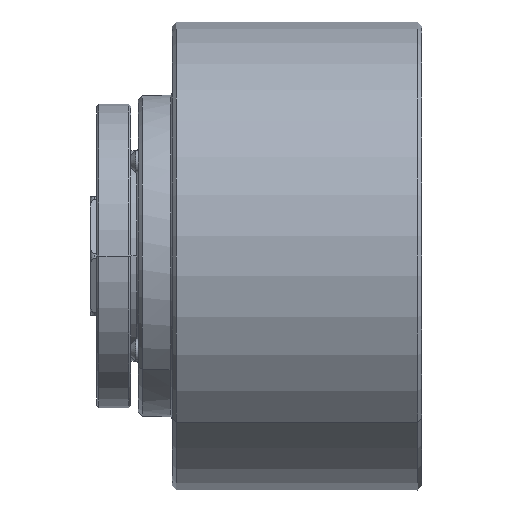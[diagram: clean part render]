
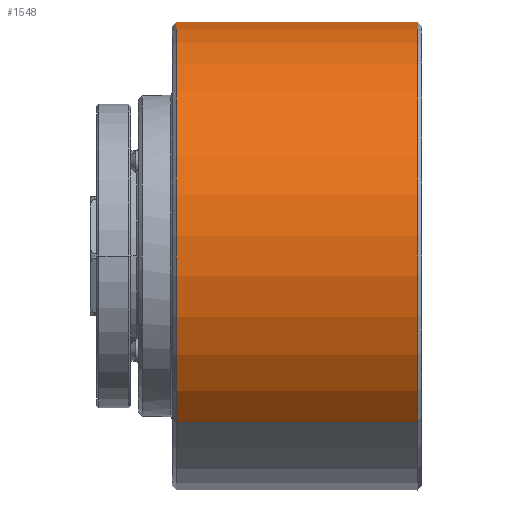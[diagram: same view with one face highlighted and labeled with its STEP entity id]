
A CAD part, front view. The second image highlights one B-rep face of the part: STEP entity #1548.
In plain terms, the highlighted cylindrical face has radius 44.056 mm (diameter 88.113 mm), a partial arc.
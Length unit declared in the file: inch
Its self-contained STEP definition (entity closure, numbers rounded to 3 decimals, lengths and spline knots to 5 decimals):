
#1548=ADVANCED_FACE('',(#4540),#4541,.T.);
#4540=FACE_OUTER_BOUND('',#10473,.T.);
#4541=CYLINDRICAL_SURFACE('',#10474,1.7345);
#10473=EDGE_LOOP('',(#18596,#18597,#18598,#18599));
#10474=AXIS2_PLACEMENT_3D('',#18600,#18601,#18602);
#18596=ORIENTED_EDGE('',*,*,#40785,.T.);
#18597=ORIENTED_EDGE('',*,*,#40793,.F.);
#18598=ORIENTED_EDGE('',*,*,#40786,.T.);
#18599=ORIENTED_EDGE('',*,*,#40991,.F.);
#18600=CARTESIAN_POINT('',(0.70047,0.,0.));
#18601=DIRECTION('',(-1.0,0.,0.));
#18602=DIRECTION('',(0.,0.707,0.707));
#40785=EDGE_CURVE('',#48206,#48228,#48229,.T.);
#40786=EDGE_CURVE('',#48230,#48203,#48231,.T.);
#40793=EDGE_CURVE('',#48230,#48228,#48241,.T.);
#40991=EDGE_CURVE('',#48206,#48203,#48534,.T.);
#48203=VERTEX_POINT('',#60249);
#48206=VERTEX_POINT('',#60253);
#48228=VERTEX_POINT('',#60282);
#48229=LINE('',#60283,#60284);
#48230=VERTEX_POINT('',#60285);
#48231=LINE('',#60286,#60287);
#48241=CIRCLE('',#60300,1.7345);
#48534=CIRCLE('',#60690,1.7345);
#60249=CARTESIAN_POINT('',(1.59134,-1.22648,-1.22648));
#60253=CARTESIAN_POINT('',(1.59134,1.22648,1.22648));
#60282=CARTESIAN_POINT('',(-0.1904,1.22648,1.22648));
#60283=CARTESIAN_POINT('',(0.70047,1.22648,1.22648));
#60284=VECTOR('',#81993,1.0);
#60285=CARTESIAN_POINT('',(-0.1904,-1.22648,-1.22648));
#60286=CARTESIAN_POINT('',(0.70047,-1.22648,-1.22648));
#60287=VECTOR('',#81994,1.0);
#60300=AXIS2_PLACEMENT_3D('',#82007,#82008,#82009);
#60690=AXIS2_PLACEMENT_3D('',#82435,#82436,#82437);
#81993=DIRECTION('',(-1.0,0.,0.));
#81994=DIRECTION('',(1.0,0.,0.));
#82007=CARTESIAN_POINT('',(-0.1904,0.,0.));
#82008=DIRECTION('',(-1.0,0.,0.));
#82009=DIRECTION('',(0.,-0.707,-0.707));
#82435=CARTESIAN_POINT('',(1.59134,0.,0.));
#82436=DIRECTION('',(1.0,0.,0.));
#82437=DIRECTION('',(0.,-0.707,-0.707));
